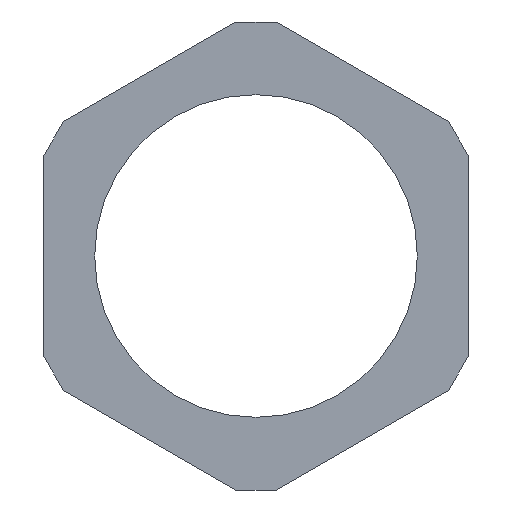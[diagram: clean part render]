
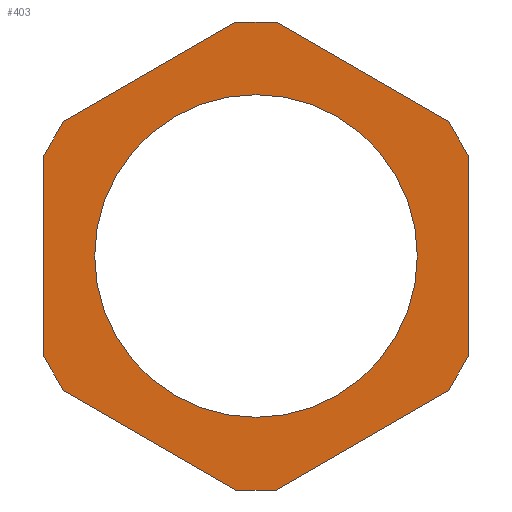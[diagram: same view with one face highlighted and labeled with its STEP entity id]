
A CAD part, front view. The second image highlights one B-rep face of the part: STEP entity #403.
In plain terms, the highlighted planar face has unit normal (0, -1, 0).
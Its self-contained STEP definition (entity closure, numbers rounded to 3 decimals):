
#1 = EDGE_LOOP ( 'NONE', ( #417, #527 ) ) ;
#11 = CARTESIAN_POINT ( 'NONE',  ( 2.842, 0., -33. ) ) ;
#12 = FACE_OUTER_BOUND ( 'NONE', #174, .T. ) ;
#15 = CARTESIAN_POINT ( 'NONE',  ( -27.158, 0., -18.962 ) ) ;
#18 = CARTESIAN_POINT ( 'NONE',  ( 0., 0., 0. ) ) ;
#36 = CARTESIAN_POINT ( 'NONE',  ( -19.053, 0., -33. ) ) ;
#48 = CARTESIAN_POINT ( 'NONE',  ( 27.158, 0., 18.962 ) ) ;
#54 = VECTOR ( 'NONE', #87, 1000. ) ;
#55 = CARTESIAN_POINT ( 'NONE',  ( 0., 0., -22.75 ) ) ;
#62 = ORIENTED_EDGE ( 'NONE', *, *, #324, .F. ) ;
#65 = EDGE_CURVE ( 'NONE', #231, #224, #151, .T. ) ;
#67 = CARTESIAN_POINT ( 'NONE',  ( 27.158, 0., -18.962 ) ) ;
#74 = VECTOR ( 'NONE', #123, 1000. ) ;
#78 = ORIENTED_EDGE ( 'NONE', *, *, #209, .F. ) ;
#84 = CARTESIAN_POINT ( 'NONE',  ( 19.053, 0., -33. ) ) ;
#85 = CARTESIAN_POINT ( 'NONE',  ( -27.158, 0., 18.962 ) ) ;
#87 = DIRECTION ( 'NONE',  ( 0.866, 0., -0.5 ) ) ;
#91 = CARTESIAN_POINT ( 'NONE',  ( 30., 0., -17.321 ) ) ;
#92 = CARTESIAN_POINT ( 'NONE',  ( 0., 0., 22.75 ) ) ;
#95 = CARTESIAN_POINT ( 'NONE',  ( -38.105, 0., 0. ) ) ;
#97 = VECTOR ( 'NONE', #308, 1000. ) ;
#115 = VECTOR ( 'NONE', #367, 1000. ) ;
#123 = DIRECTION ( 'NONE',  ( -1., 0., 0. ) ) ;
#124 = EDGE_CURVE ( 'NONE', #520, #423, #528, .T. ) ;
#127 = CARTESIAN_POINT ( 'NONE',  ( 0., 0., 34.641 ) ) ;
#133 = CARTESIAN_POINT ( 'NONE',  ( 0., 0., 0. ) ) ;
#140 = EDGE_CURVE ( 'NONE', #329, #373, #468, .T. ) ;
#149 = DIRECTION ( 'NONE',  ( -0.866, 0., 0.5 ) ) ;
#151 = LINE ( 'NONE', #279, #351 ) ;
#158 = ORIENTED_EDGE ( 'NONE', *, *, #124, .F. ) ;
#162 = LINE ( 'NONE', #127, #54 ) ;
#169 = ORIENTED_EDGE ( 'NONE', *, *, #492, .F. ) ;
#172 = EDGE_CURVE ( 'NONE', #266, #385, #412, .T. ) ;
#173 = CARTESIAN_POINT ( 'NONE',  ( -2.842, 0., 33. ) ) ;
#174 = EDGE_LOOP ( 'NONE', ( #467, #169, #482, #361, #158, #400, #342, #78, #444, #435, #290, #62 ) ) ;
#181 = DIRECTION ( 'NONE',  ( 0., 1., 0. ) ) ;
#186 = LINE ( 'NONE', #436, #244 ) ;
#195 = CARTESIAN_POINT ( 'NONE',  ( 30., 0., -14.038 ) ) ;
#198 = AXIS2_PLACEMENT_3D ( 'NONE', #18, #302, #307 ) ;
#200 = DIRECTION ( 'NONE',  ( -0.5, 0., -0.866 ) ) ;
#209 = EDGE_CURVE ( 'NONE', #320, #231, #162, .T. ) ;
#210 = LINE ( 'NONE', #84, #74 ) ;
#212 = CARTESIAN_POINT ( 'NONE',  ( -30., 0., 17.321 ) ) ;
#220 = CARTESIAN_POINT ( 'NONE',  ( 30., 0., 17.321 ) ) ;
#221 = DIRECTION ( 'NONE',  ( 0., 0., 1. ) ) ;
#224 = VERTEX_POINT ( 'NONE', #428 ) ;
#229 = VECTOR ( 'NONE', #200, 1000. ) ;
#231 = VERTEX_POINT ( 'NONE', #48 ) ;
#232 = DIRECTION ( 'NONE',  ( 0., 1., 0. ) ) ;
#235 = VERTEX_POINT ( 'NONE', #11 ) ;
#238 = LINE ( 'NONE', #440, #327 ) ;
#243 = DIRECTION ( 'NONE',  ( 0.5, 0., -0.866 ) ) ;
#244 = VECTOR ( 'NONE', #221, 1000. ) ;
#249 = VERTEX_POINT ( 'NONE', #55 ) ;
#257 = EDGE_CURVE ( 'NONE', #235, #422, #210, .T. ) ;
#264 = CARTESIAN_POINT ( 'NONE',  ( -30., 0., -14.038 ) ) ;
#266 = VERTEX_POINT ( 'NONE', #85 ) ;
#268 = CARTESIAN_POINT ( 'NONE',  ( 0., 0., 0. ) ) ;
#278 = EDGE_CURVE ( 'NONE', #224, #520, #494, .T. ) ;
#279 = CARTESIAN_POINT ( 'NONE',  ( 19.053, 0., 33. ) ) ;
#287 = VERTEX_POINT ( 'NONE', #92 ) ;
#290 = ORIENTED_EDGE ( 'NONE', *, *, #340, .F. ) ;
#292 = EDGE_CURVE ( 'NONE', #287, #249, #480, .T. ) ;
#302 = DIRECTION ( 'NONE',  ( 0., 1., 0. ) ) ;
#305 = VECTOR ( 'NONE', #469, 1000. ) ;
#307 = DIRECTION ( 'NONE',  ( 0., 0., 1. ) ) ;
#308 = DIRECTION ( 'NONE',  ( 1., 0., 0. ) ) ;
#320 = VERTEX_POINT ( 'NONE', #389 ) ;
#324 = EDGE_CURVE ( 'NONE', #373, #382, #186, .T. ) ;
#327 = VECTOR ( 'NONE', #149, 1000. ) ;
#329 = VERTEX_POINT ( 'NONE', #15 ) ;
#333 = DIRECTION ( 'NONE',  ( 0.866, 0., 0.5 ) ) ;
#335 = AXIS2_PLACEMENT_3D ( 'NONE', #268, #232, #442 ) ;
#340 = EDGE_CURVE ( 'NONE', #382, #266, #502, .T. ) ;
#342 = ORIENTED_EDGE ( 'NONE', *, *, #65, .F. ) ;
#351 = VECTOR ( 'NONE', #243, 1000. ) ;
#361 = ORIENTED_EDGE ( 'NONE', *, *, #374, .F. ) ;
#367 = DIRECTION ( 'NONE',  ( -0.5, 0., 0.866 ) ) ;
#373 = VERTEX_POINT ( 'NONE', #264 ) ;
#374 = EDGE_CURVE ( 'NONE', #423, #235, #416, .T. ) ;
#381 = CARTESIAN_POINT ( 'NONE',  ( -30., 0., 14.038 ) ) ;
#382 = VERTEX_POINT ( 'NONE', #381 ) ;
#384 = LINE ( 'NONE', #489, #97 ) ;
#385 = VERTEX_POINT ( 'NONE', #173 ) ;
#389 = CARTESIAN_POINT ( 'NONE',  ( 2.842, 0., 33. ) ) ;
#400 = ORIENTED_EDGE ( 'NONE', *, *, #278, .F. ) ;
#403 = ADVANCED_FACE ( 'NONE', ( #12, #534 ), #477, .F. ) ;
#406 = EDGE_CURVE ( 'NONE', #249, #287, #529, .T. ) ;
#412 = LINE ( 'NONE', #212, #510 ) ;
#416 = LINE ( 'NONE', #91, #498 ) ;
#417 = ORIENTED_EDGE ( 'NONE', *, *, #292, .T. ) ;
#422 = VERTEX_POINT ( 'NONE', #526 ) ;
#423 = VERTEX_POINT ( 'NONE', #67 ) ;
#428 = CARTESIAN_POINT ( 'NONE',  ( 30., 0., 14.038 ) ) ;
#430 = DIRECTION ( 'NONE',  ( 0., 0., 1. ) ) ;
#434 = VECTOR ( 'NONE', #515, 1000. ) ;
#435 = ORIENTED_EDGE ( 'NONE', *, *, #172, .F. ) ;
#436 = CARTESIAN_POINT ( 'NONE',  ( -30., 0., -17.321 ) ) ;
#440 = CARTESIAN_POINT ( 'NONE',  ( 0., 0., -34.641 ) ) ;
#442 = DIRECTION ( 'NONE',  ( 0., 0., 1. ) ) ;
#444 = ORIENTED_EDGE ( 'NONE', *, *, #524, .F. ) ;
#455 = CARTESIAN_POINT ( 'NONE',  ( 38.105, 0., 0. ) ) ;
#467 = ORIENTED_EDGE ( 'NONE', *, *, #140, .F. ) ;
#468 = LINE ( 'NONE', #36, #115 ) ;
#469 = DIRECTION ( 'NONE',  ( 0., 0., -1. ) ) ;
#471 = DIRECTION ( 'NONE',  ( -0.866, 0., -0.5 ) ) ;
#477 = PLANE ( 'NONE',  #198 ) ;
#480 = CIRCLE ( 'NONE', #536, 22.75 ) ;
#482 = ORIENTED_EDGE ( 'NONE', *, *, #257, .F. ) ;
#489 = CARTESIAN_POINT ( 'NONE',  ( -19.053, 0., 33. ) ) ;
#492 = EDGE_CURVE ( 'NONE', #422, #329, #238, .T. ) ;
#494 = LINE ( 'NONE', #220, #305 ) ;
#498 = VECTOR ( 'NONE', #471, 1000. ) ;
#502 = LINE ( 'NONE', #95, #434 ) ;
#510 = VECTOR ( 'NONE', #333, 1000. ) ;
#515 = DIRECTION ( 'NONE',  ( 0.5, 0., 0.866 ) ) ;
#520 = VERTEX_POINT ( 'NONE', #195 ) ;
#524 = EDGE_CURVE ( 'NONE', #385, #320, #384, .T. ) ;
#526 = CARTESIAN_POINT ( 'NONE',  ( -2.842, 0., -33. ) ) ;
#527 = ORIENTED_EDGE ( 'NONE', *, *, #406, .T. ) ;
#528 = LINE ( 'NONE', #455, #229 ) ;
#529 = CIRCLE ( 'NONE', #335, 22.75 ) ;
#534 = FACE_BOUND ( 'NONE', #1, .T. ) ;
#536 = AXIS2_PLACEMENT_3D ( 'NONE', #133, #181, #430 ) ;
